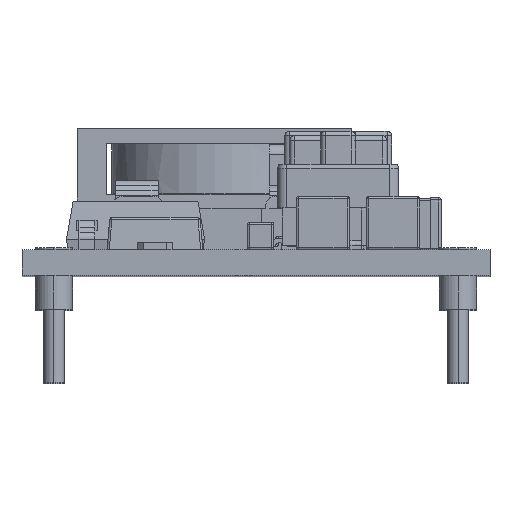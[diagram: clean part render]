
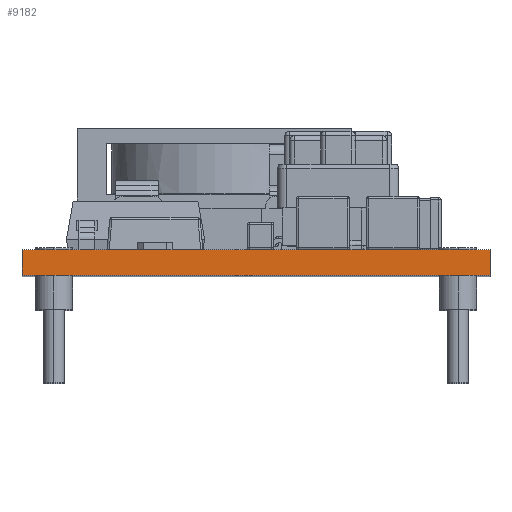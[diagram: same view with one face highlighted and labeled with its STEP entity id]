
A CAD part, top view. The second image highlights one B-rep face of the part: STEP entity #9182.
In plain terms, the highlighted planar face has unit normal (0, 0, 1).
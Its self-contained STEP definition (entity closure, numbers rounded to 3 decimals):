
#501 = CARTESIAN_POINT ( 'NONE',  ( 20.5, 1.6, 1.5 ) ) ;
#673 = CARTESIAN_POINT ( 'NONE',  ( -399990.5, 1.6, 1.5 ) ) ;
#1056 = DIRECTION ( 'NONE',  ( 0., 0., -1. ) ) ;
#1133 = LINE ( 'NONE', #25441, #12675 ) ;
#1420 = LINE ( 'NONE', #4166, #17521 ) ;
#2538 = VECTOR ( 'NONE', #13498, 1000. ) ;
#2544 = CARTESIAN_POINT ( 'NONE',  ( -399990.5, 1.6, 1.5 ) ) ;
#3692 = ORIENTED_EDGE ( 'NONE', *, *, #32850, .F. ) ;
#3991 = PLANE ( 'NONE',  #4836 ) ;
#4166 = CARTESIAN_POINT ( 'NONE',  ( -399990.5, 2.8, 1.5 ) ) ;
#4836 = AXIS2_PLACEMENT_3D ( 'NONE', #673, #1056, #6922 ) ;
#5500 = CARTESIAN_POINT ( 'NONE',  ( 20.5, 1.6, 1.5 ) ) ;
#5618 = VERTEX_POINT ( 'NONE', #28305 ) ;
#6017 = EDGE_CURVE ( 'NONE', #21837, #15015, #38439, .T. ) ;
#6922 = DIRECTION ( 'NONE',  ( 0., -1., 0. ) ) ;
#9182 = ADVANCED_FACE ( 'NONE', ( #33557 ), #3991, .F. ) ;
#9199 = ORIENTED_EDGE ( 'NONE', *, *, #30319, .F. ) ;
#12675 = VECTOR ( 'NONE', #21964, 1000. ) ;
#13498 = DIRECTION ( 'NONE',  ( -1., 0., 0. ) ) ;
#13685 = EDGE_CURVE ( 'NONE', #15015, #5618, #1420, .T. ) ;
#14771 = CARTESIAN_POINT ( 'NONE',  ( -1.5, 1.6, 1.5 ) ) ;
#15015 = VERTEX_POINT ( 'NONE', #17481 ) ;
#15392 = ORIENTED_EDGE ( 'NONE', *, *, #13685, .T. ) ;
#17481 = CARTESIAN_POINT ( 'NONE',  ( 20.5, 2.8, 1.5 ) ) ;
#17521 = VECTOR ( 'NONE', #34299, 1000. ) ;
#21522 = DIRECTION ( 'NONE',  ( 0., 1., 0. ) ) ;
#21837 = VERTEX_POINT ( 'NONE', #5500 ) ;
#21964 = DIRECTION ( 'NONE',  ( 0., 1., 0. ) ) ;
#25441 = CARTESIAN_POINT ( 'NONE',  ( -1.5, 1.6, 1.5 ) ) ;
#26463 = ORIENTED_EDGE ( 'NONE', *, *, #6017, .T. ) ;
#27112 = VERTEX_POINT ( 'NONE', #14771 ) ;
#28305 = CARTESIAN_POINT ( 'NONE',  ( -1.5, 2.8, 1.5 ) ) ;
#30319 = EDGE_CURVE ( 'NONE', #21837, #27112, #31027, .T. ) ;
#31027 = LINE ( 'NONE', #2544, #2538 ) ;
#32850 = EDGE_CURVE ( 'NONE', #27112, #5618, #1133, .T. ) ;
#33557 = FACE_OUTER_BOUND ( 'NONE', #36703, .T. ) ;
#34299 = DIRECTION ( 'NONE',  ( -1., 0., 0. ) ) ;
#36703 = EDGE_LOOP ( 'NONE', ( #15392, #3692, #9199, #26463 ) ) ;
#38021 = VECTOR ( 'NONE', #21522, 1000. ) ;
#38439 = LINE ( 'NONE', #501, #38021 ) ;
